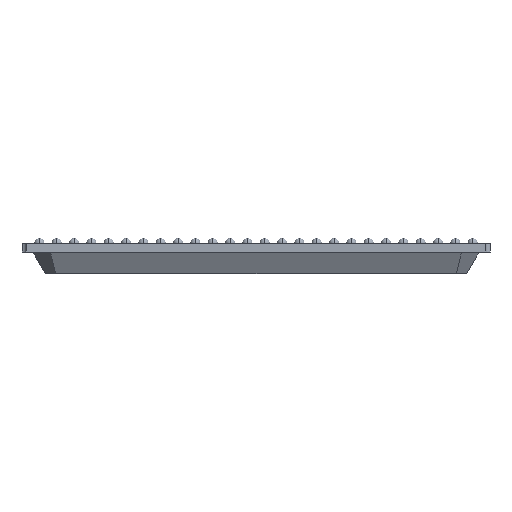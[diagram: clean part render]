
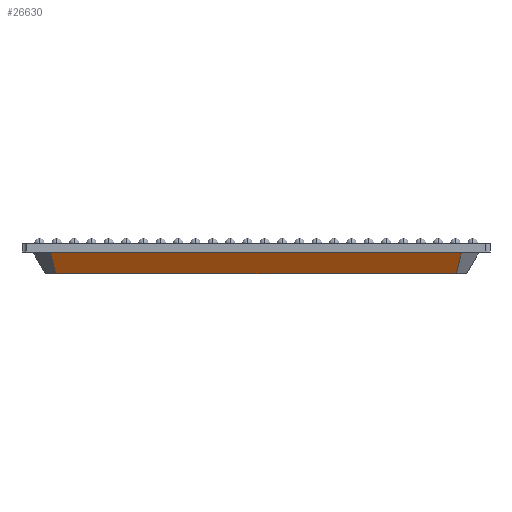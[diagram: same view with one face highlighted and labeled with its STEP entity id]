
A CAD part, front view. The second image highlights one B-rep face of the part: STEP entity #26630.
In plain terms, the highlighted planar face has unit normal (0, -0.866, -0.5).
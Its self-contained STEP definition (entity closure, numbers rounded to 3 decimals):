
#80=DIRECTION('',(-1.,0.,0.));
#81=VECTOR('',#80,23.126);
#82=CARTESIAN_POINT('',(25.063,1.343,0.));
#83=LINE('',#82,#81);
#229=DIRECTION('',(-0.203,0.49,-0.848));
#230=VECTOR('',#229,1.415);
#231=CARTESIAN_POINT('',(25.35,0.65,1.2));
#232=LINE('',#231,#230);
#250=DIRECTION('',(-1.,0.,0.));
#251=VECTOR('',#250,23.7);
#252=CARTESIAN_POINT('',(25.35,0.65,1.2));
#253=LINE('',#252,#251);
#264=DIRECTION('',(0.203,0.49,-0.848));
#265=VECTOR('',#264,1.415);
#266=CARTESIAN_POINT('',(1.65,0.65,1.2));
#267=LINE('',#266,#265);
#26301=CARTESIAN_POINT('',(1.65,0.65,1.2));
#26302=VERTEX_POINT('',#26301);
#26303=CARTESIAN_POINT('',(1.937,1.343,0.));
#26304=VERTEX_POINT('',#26303);
#26305=CARTESIAN_POINT('',(25.35,0.65,1.2));
#26306=VERTEX_POINT('',#26305);
#26307=CARTESIAN_POINT('',(25.063,1.343,0.));
#26308=VERTEX_POINT('',#26307);
#26618=CARTESIAN_POINT('',(13.5,0.996,0.6));
#26619=DIRECTION('',(0.,-0.866,-0.5));
#26620=DIRECTION('',(0.,-0.5,0.866));
#26621=AXIS2_PLACEMENT_3D('',#26618,#26619,#26620);
#26622=PLANE('',#26621);
#26623=ORIENTED_EDGE('',*,*,#26608,.F.);
#26624=ORIENTED_EDGE('',*,*,#26572,.T.);
#26625=ORIENTED_EDGE('',*,*,#26332,.T.);
#26627=ORIENTED_EDGE('',*,*,#26626,.F.);
#26628=EDGE_LOOP('',(#26623,#26624,#26625,#26627));
#26629=FACE_OUTER_BOUND('',#26628,.F.);
#26630=ADVANCED_FACE('',(#26629),#26622,.T.);
#26332=EDGE_CURVE('',#26308,#26304,#83,.T.);
#26572=EDGE_CURVE('',#26306,#26308,#232,.T.);
#26608=EDGE_CURVE('',#26306,#26302,#253,.T.);
#26626=EDGE_CURVE('',#26302,#26304,#267,.T.);
